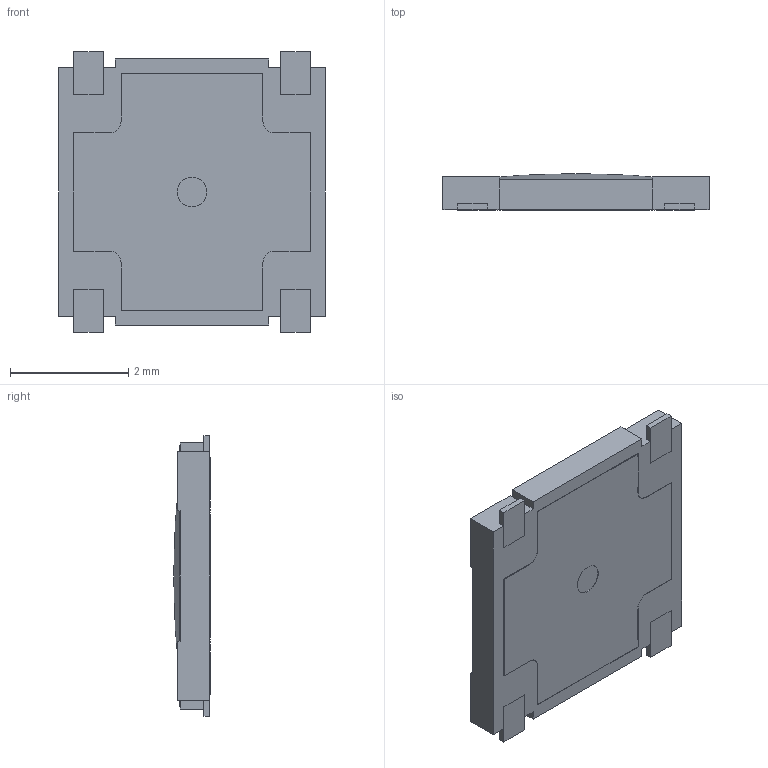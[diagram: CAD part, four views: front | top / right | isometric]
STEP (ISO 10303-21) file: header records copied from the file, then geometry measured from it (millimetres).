
FILE_DESCRIPTION(/* description */ ('Unknown'),/* implementation_level */ '2;1');
FILE_NAME(/* name */ '4301x10058x6',/* time_stamp */ '2019-09-05T11:32:04+02:00',/* author */ ('Unknown'),/* organization */ ('Unknown'),/* preprocessor_version */ 'ST-DEVELOPER v16.7',/* originating_system */ 'DEX',/* authorisation */ $);
FILE_SCHEMA (('AUTOMOTIVE_DESIGN {1 0 10303 214 3 1 1}'));
Length unit declared in the file: millimetre
Products named in the file (4): 4301x10058x6; Frame; Stem; Terminal
Assembly tree (6 placements, depth 2):
  4301x10058x6
    Frame
    Stem
    Terminal  x4
Bounding box: 4.5 x 0.62 x 4.75 mm (x, y, z)
Volume: 11.2 mm3; surface area: 89.7 mm2
Topology: 6 solids, 6 shells, 130 faces, 341 edges, 226 vertices
Faces by surface type: plane 103, cylinder 26, torus 1
Full cylindrical faces by diameter (mm): 0.5 x1, 3.55 x1
Entity records: 3876 total; most frequent: CARTESIAN_POINT 622, ORIENTED_EDGE 602, DIRECTION 592, EDGE_CURVE 301, LINE 248, VECTOR 248, VERTEX_POINT 202, AXIS2_PLACEMENT_3D 172
